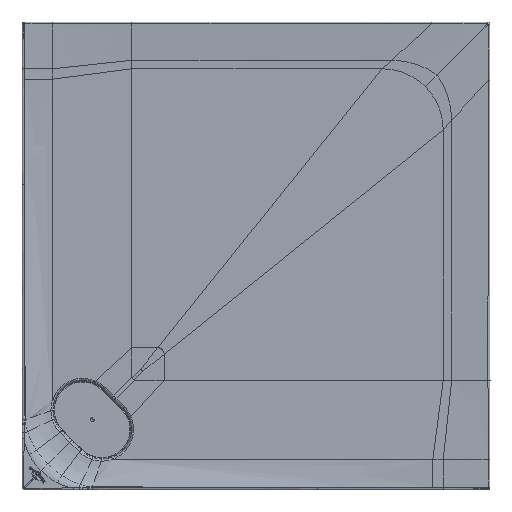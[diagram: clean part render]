
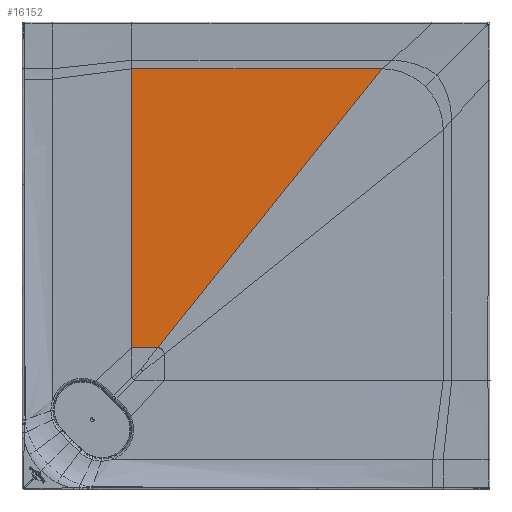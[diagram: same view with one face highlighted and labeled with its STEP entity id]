
A CAD part, front view. The second image highlights one B-rep face of the part: STEP entity #16152.
In plain terms, the highlighted free-form (B-spline) face has degree [5, 5] with [6, 6] control points.
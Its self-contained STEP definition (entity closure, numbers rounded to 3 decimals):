
#4047=DIRECTION('',(0.,-0.023,1.));
#4048=VECTOR('',#4047,596.443);
#4049=CARTESIAN_POINT('',(84.506,18.877,153.719));
#4050=LINE('',#4049,#4048);
#4051=DIRECTION('',(-1.,0.,0.));
#4052=VECTOR('',#4051,535.494);
#4053=CARTESIAN_POINT('',(620.,5.,750.));
#4054=LINE('',#4053,#4052);
#4055=CARTESIAN_POINT('',(140.197,18.877,153.717));
#4056=CARTESIAN_POINT('',(121.633,18.877,153.717));
#4057=CARTESIAN_POINT('',(103.07,18.877,153.718));
#4058=CARTESIAN_POINT('',(84.506,18.877,153.719));
#4060=CARTESIAN_POINT('',(84.506,5.,750.));
#4284=CARTESIAN_POINT('',(140.197,18.877,153.717));
#4286=CARTESIAN_POINT('',(620.,5.,750.));
#4287=CARTESIAN_POINT('',(460.066,9.626,551.239));
#4288=CARTESIAN_POINT('',(300.13,14.251,352.477));
#4289=CARTESIAN_POINT('',(140.197,18.877,153.717));
#4291=CARTESIAN_POINT('',(620.,5.,750.));
#4842=VERTEX_POINT('',#4284);
#4845=VERTEX_POINT('',#4291);
#4851=VERTEX_POINT('',#4060);
#4854=CARTESIAN_POINT('',(84.506,18.877,153.719));
#4855=VERTEX_POINT('',#4854);
#16107=CARTESIAN_POINT('',(635.715,4.861,755.963));
#16108=CARTESIAN_POINT('',(535.857,7.692,634.321));
#16109=CARTESIAN_POINT('',(435.999,10.523,512.679));
#16110=CARTESIAN_POINT('',(336.141,13.354,391.037));
#16111=CARTESIAN_POINT('',(236.284,16.185,269.395));
#16112=CARTESIAN_POINT('',(136.427,19.016,147.754));
#16113=CARTESIAN_POINT('',(523.29,4.861,755.963));
#16114=CARTESIAN_POINT('',(443.799,7.692,634.321));
#16115=CARTESIAN_POINT('',(364.308,10.523,512.679));
#16116=CARTESIAN_POINT('',(284.818,13.354,391.037));
#16117=CARTESIAN_POINT('',(205.327,16.185,269.396));
#16118=CARTESIAN_POINT('',(125.837,19.016,147.754));
#16119=CARTESIAN_POINT('',(410.865,4.861,755.963));
#16120=CARTESIAN_POINT('',(351.741,7.692,634.321));
#16121=CARTESIAN_POINT('',(292.617,10.523,512.68));
#16122=CARTESIAN_POINT('',(233.494,13.354,391.038));
#16123=CARTESIAN_POINT('',(174.37,16.185,269.396));
#16124=CARTESIAN_POINT('',(115.247,19.016,147.755));
#16125=CARTESIAN_POINT('',(298.439,4.861,755.963));
#16126=CARTESIAN_POINT('',(259.683,7.692,634.321));
#16127=CARTESIAN_POINT('',(220.926,10.523,512.68));
#16128=CARTESIAN_POINT('',(182.17,13.354,391.039));
#16129=CARTESIAN_POINT('',(143.414,16.185,269.397));
#16130=CARTESIAN_POINT('',(104.657,19.016,147.755));
#16131=CARTESIAN_POINT('',(186.014,4.861,755.963));
#16132=CARTESIAN_POINT('',(167.625,7.692,634.321));
#16133=CARTESIAN_POINT('',(149.236,10.523,512.681));
#16134=CARTESIAN_POINT('',(130.846,13.354,391.04));
#16135=CARTESIAN_POINT('',(112.457,16.185,269.398));
#16136=CARTESIAN_POINT('',(94.068,19.016,147.756));
#16137=CARTESIAN_POINT('',(73.589,4.861,755.963));
#16138=CARTESIAN_POINT('',(75.567,7.692,634.321));
#16139=CARTESIAN_POINT('',(77.545,10.523,512.681));
#16140=CARTESIAN_POINT('',(79.522,13.354,391.041));
#16141=CARTESIAN_POINT('',(81.5,16.185,269.399));
#16142=CARTESIAN_POINT('',(83.478,19.016,147.756));
#16143=B_SPLINE_SURFACE_WITH_KNOTS('',5,5,((#16107,#16108,#16109,#16110,#16111,
#16112),(#16113,#16114,#16115,#16116,#16117,#16118),(#16119,#16120,#16121,
#16122,#16123,#16124),(#16125,#16126,#16127,#16128,#16129,#16130),(#16131,
#16132,#16133,#16134,#16135,#16136),(#16137,#16138,#16139,#16140,#16141,
#16142)),.UNSPECIFIED.,.F.,.F.,.F.,(6,6),(6,6),(0.57,
1.009),(-0.009,0.905),.UNSPECIFIED.);
#16144=ORIENTED_EDGE('',*,*,#6014,.T.);
#16146=ORIENTED_EDGE('',*,*,#16145,.F.);
#16148=ORIENTED_EDGE('',*,*,#16147,.T.);
#16149=ORIENTED_EDGE('',*,*,#16101,.T.);
#16150=EDGE_LOOP('',(#16144,#16146,#16148,#16149));
#16151=FACE_OUTER_BOUND('',#16150,.F.);
#4059=B_SPLINE_CURVE_WITH_KNOTS('',3,(#4055,#4056,#4057,#4058),.UNSPECIFIED.,
.F.,.F.,(4,4),(0.,1.),.UNSPECIFIED.);
#4290=B_SPLINE_CURVE_WITH_KNOTS('',3,(#4286,#4287,#4288,#4289),.UNSPECIFIED.,
.F.,.F.,(4,4),(0.,1.),.UNSPECIFIED.);
#6014=EDGE_CURVE('',#4855,#4851,#4050,.T.);
#16101=EDGE_CURVE('',#4842,#4855,#4059,.T.);
#16145=EDGE_CURVE('',#4845,#4851,#4054,.T.);
#16147=EDGE_CURVE('',#4845,#4842,#4290,.T.);
#16152=ADVANCED_FACE('',(#16151),#16143,.T.);
